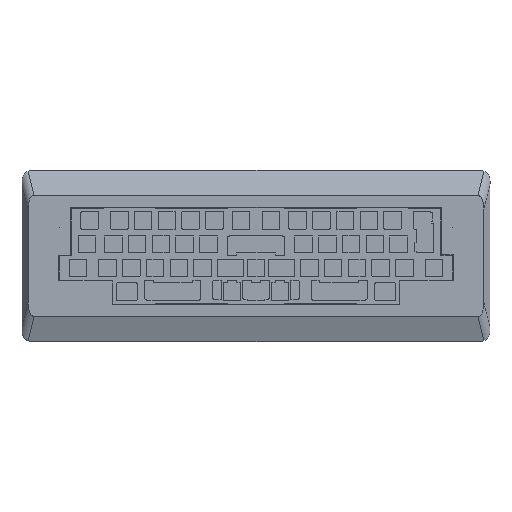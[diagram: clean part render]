
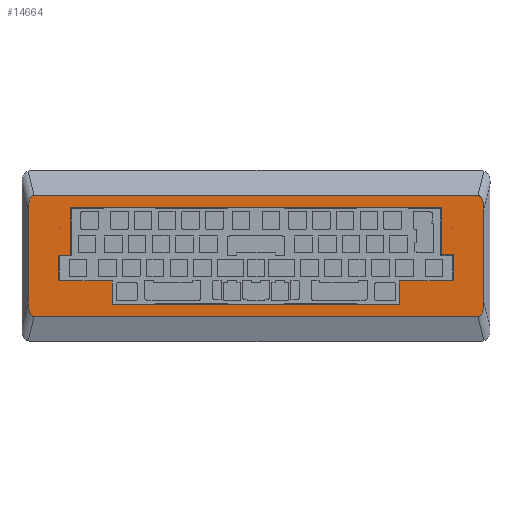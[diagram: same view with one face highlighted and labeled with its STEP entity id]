
A CAD part, top view. The second image highlights one B-rep face of the part: STEP entity #14664.
In plain terms, the highlighted planar face has unit normal (0, 0, 1).
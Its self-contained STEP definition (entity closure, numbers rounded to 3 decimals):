
#27=ELLIPSE('',#16027,22.113,8.);
#31=ELLIPSE('',#16035,22.113,8.);
#35=ELLIPSE('',#16043,22.113,8.);
#36=ELLIPSE('',#16044,22.113,8.);
#184=FACE_BOUND('',#2682,.T.);
#185=FACE_BOUND('',#2683,.T.);
#186=FACE_BOUND('',#2684,.T.);
#752=CIRCLE('',#15937,1.6);
#754=CIRCLE('',#15951,1.6);
#1814=FACE_OUTER_BOUND('',#2681,.T.);
#2681=EDGE_LOOP('',(#13094,#13095,#13096,#13097,#13098,#13099,#13100,#13101));
#2682=EDGE_LOOP('',(#13102,#13103,#13104,#13105,#13106,#13107,#13108,#13109,
#13110,#13111,#13112,#13113));
#2683=EDGE_LOOP('',(#13114,#13115,#13116));
#2684=EDGE_LOOP('',(#13117,#13118,#13119));
#3937=LINE('',#23844,#5420);
#3939=LINE('',#23848,#5422);
#3942=LINE('',#23854,#5425);
#3945=LINE('',#23860,#5428);
#3948=LINE('',#23866,#5431);
#3951=LINE('',#23872,#5434);
#3954=LINE('',#23878,#5437);
#3957=LINE('',#23884,#5440);
#3960=LINE('',#23890,#5443);
#3963=LINE('',#23896,#5446);
#3966=LINE('',#23902,#5449);
#4010=LINE('',#23993,#5493);
#4018=LINE('',#24034,#5501);
#4045=LINE('',#24085,#5528);
#4046=LINE('',#24089,#5529);
#4060=LINE('',#24119,#5543);
#4128=LINE('',#24335,#5611);
#4136=LINE('',#24375,#5619);
#4138=LINE('',#24381,#5621);
#4139=LINE('',#24383,#5622);
#5420=VECTOR('',#19530,10.);
#5422=VECTOR('',#19534,10.);
#5425=VECTOR('',#19539,10.);
#5428=VECTOR('',#19544,10.);
#5431=VECTOR('',#19549,10.);
#5434=VECTOR('',#19554,10.);
#5437=VECTOR('',#19559,10.);
#5440=VECTOR('',#19564,10.);
#5443=VECTOR('',#19569,10.);
#5446=VECTOR('',#19574,10.);
#5449=VECTOR('',#19579,10.);
#5493=VECTOR('',#19651,10.);
#5501=VECTOR('',#19699,10.);
#5528=VECTOR('',#19744,10.);
#5529=VECTOR('',#19747,10.);
#5543=VECTOR('',#19771,10.);
#5611=VECTOR('',#19993,10.);
#5619=VECTOR('',#20021,10.);
#5621=VECTOR('',#20027,10.);
#5622=VECTOR('',#20030,10.);
#6880=VERTEX_POINT('',#23841);
#6881=VERTEX_POINT('',#23843);
#6882=VERTEX_POINT('',#23847);
#6884=VERTEX_POINT('',#23853);
#6886=VERTEX_POINT('',#23859);
#6888=VERTEX_POINT('',#23865);
#6890=VERTEX_POINT('',#23871);
#6892=VERTEX_POINT('',#23877);
#6894=VERTEX_POINT('',#23883);
#6896=VERTEX_POINT('',#23889);
#6898=VERTEX_POINT('',#23895);
#6900=VERTEX_POINT('',#23901);
#6942=VERTEX_POINT('',#24024);
#6943=VERTEX_POINT('',#24025);
#6946=VERTEX_POINT('',#24033);
#6962=VERTEX_POINT('',#24087);
#6963=VERTEX_POINT('',#24088);
#6966=VERTEX_POINT('',#24096);
#7029=VERTEX_POINT('',#24307);
#7030=VERTEX_POINT('',#24309);
#7035=VERTEX_POINT('',#24333);
#7038=VERTEX_POINT('',#24342);
#7039=VERTEX_POINT('',#24344);
#7045=VERTEX_POINT('',#24374);
#7046=VERTEX_POINT('',#24378);
#7047=VERTEX_POINT('',#24380);
#8841=EDGE_CURVE('',#6880,#6881,#3937,.T.);
#8843=EDGE_CURVE('',#6881,#6882,#3939,.T.);
#8846=EDGE_CURVE('',#6882,#6884,#3942,.T.);
#8849=EDGE_CURVE('',#6884,#6886,#3945,.T.);
#8852=EDGE_CURVE('',#6886,#6888,#3948,.T.);
#8855=EDGE_CURVE('',#6888,#6890,#3951,.T.);
#8858=EDGE_CURVE('',#6890,#6892,#3954,.T.);
#8861=EDGE_CURVE('',#6892,#6894,#3957,.T.);
#8864=EDGE_CURVE('',#6894,#6896,#3960,.T.);
#8867=EDGE_CURVE('',#6896,#6898,#3963,.T.);
#8870=EDGE_CURVE('',#6898,#6900,#3966,.T.);
#8916=EDGE_CURVE('',#6900,#6880,#4010,.T.);
#8930=EDGE_CURVE('',#6942,#6943,#752,.T.);
#8934=EDGE_CURVE('',#6943,#6946,#4018,.T.);
#8961=EDGE_CURVE('',#6942,#6946,#4045,.T.);
#8962=EDGE_CURVE('',#6962,#6963,#4046,.T.);
#8966=EDGE_CURVE('',#6963,#6966,#754,.T.);
#8978=EDGE_CURVE('',#6962,#6966,#4060,.T.);
#9069=EDGE_CURVE('',#7029,#7030,#27,.T.);
#9078=EDGE_CURVE('',#7035,#7029,#4128,.T.);
#9082=EDGE_CURVE('',#7038,#7039,#31,.T.);
#9092=EDGE_CURVE('',#7039,#7045,#4136,.T.);
#9094=EDGE_CURVE('',#7046,#7035,#35,.T.);
#9095=EDGE_CURVE('',#7047,#7046,#4138,.T.);
#9096=EDGE_CURVE('',#7045,#7047,#36,.T.);
#9097=EDGE_CURVE('',#7030,#7038,#4139,.T.);
#13094=ORIENTED_EDGE('',*,*,#9069,.F.);
#13095=ORIENTED_EDGE('',*,*,#9078,.F.);
#13096=ORIENTED_EDGE('',*,*,#9094,.F.);
#13097=ORIENTED_EDGE('',*,*,#9095,.F.);
#13098=ORIENTED_EDGE('',*,*,#9096,.F.);
#13099=ORIENTED_EDGE('',*,*,#9092,.F.);
#13100=ORIENTED_EDGE('',*,*,#9082,.F.);
#13101=ORIENTED_EDGE('',*,*,#9097,.F.);
#13102=ORIENTED_EDGE('',*,*,#8916,.F.);
#13103=ORIENTED_EDGE('',*,*,#8870,.F.);
#13104=ORIENTED_EDGE('',*,*,#8867,.F.);
#13105=ORIENTED_EDGE('',*,*,#8864,.F.);
#13106=ORIENTED_EDGE('',*,*,#8861,.F.);
#13107=ORIENTED_EDGE('',*,*,#8858,.F.);
#13108=ORIENTED_EDGE('',*,*,#8855,.F.);
#13109=ORIENTED_EDGE('',*,*,#8852,.F.);
#13110=ORIENTED_EDGE('',*,*,#8849,.F.);
#13111=ORIENTED_EDGE('',*,*,#8846,.F.);
#13112=ORIENTED_EDGE('',*,*,#8843,.F.);
#13113=ORIENTED_EDGE('',*,*,#8841,.F.);
#13114=ORIENTED_EDGE('',*,*,#8961,.T.);
#13115=ORIENTED_EDGE('',*,*,#8934,.F.);
#13116=ORIENTED_EDGE('',*,*,#8930,.F.);
#13117=ORIENTED_EDGE('',*,*,#8966,.F.);
#13118=ORIENTED_EDGE('',*,*,#8962,.F.);
#13119=ORIENTED_EDGE('',*,*,#8978,.T.);
#13947=PLANE('',#16042);
#14664=ADVANCED_FACE('',(#1814,#184,#185,#186),#13947,.T.);
#15937=AXIS2_PLACEMENT_3D('',#24026,#19691,#19692);
#15951=AXIS2_PLACEMENT_3D('',#24097,#19753,#19754);
#16027=AXIS2_PLACEMENT_3D('',#24310,#19978,#19979);
#16035=AXIS2_PLACEMENT_3D('',#24345,#20002,#20003);
#16042=AXIS2_PLACEMENT_3D('',#24377,#20023,#20024);
#16043=AXIS2_PLACEMENT_3D('',#24379,#20025,#20026);
#16044=AXIS2_PLACEMENT_3D('',#24382,#20028,#20029);
#19530=DIRECTION('',(0.,-1.,0.));
#19534=DIRECTION('',(1.,0.,0.));
#19539=DIRECTION('',(0.,-1.,0.));
#19544=DIRECTION('',(1.,0.,0.));
#19549=DIRECTION('',(0.,1.,0.));
#19554=DIRECTION('',(1.,0.,0.));
#19559=DIRECTION('',(0.,1.,0.));
#19564=DIRECTION('',(-1.,0.,0.));
#19569=DIRECTION('',(0.,1.,0.));
#19574=DIRECTION('',(-1.,0.,0.));
#19579=DIRECTION('',(0.,-1.,0.));
#19651=DIRECTION('',(-1.,0.,0.));
#19691=DIRECTION('center_axis',(0.,0.,1.));
#19692=DIRECTION('ref_axis',(-1.,0.,0.));
#19699=DIRECTION('',(0.,1.,0.));
#19744=DIRECTION('',(1.,0.,0.));
#19747=DIRECTION('',(0.,-1.,0.));
#19753=DIRECTION('center_axis',(0.,0.,1.));
#19754=DIRECTION('ref_axis',(0.,-1.,0.));
#19771=DIRECTION('',(1.,0.,0.));
#19978=DIRECTION('center_axis',(0.,0.,-1.));
#19979=DIRECTION('ref_axis',(0.243,-0.97,0.));
#19993=DIRECTION('',(0.,-1.,0.));
#20002=DIRECTION('center_axis',(0.,0.,-1.));
#20003=DIRECTION('ref_axis',(-0.243,-0.97,0.));
#20021=DIRECTION('',(0.,1.,0.));
#20023=DIRECTION('center_axis',(0.,0.,1.));
#20024=DIRECTION('ref_axis',(1.,0.,0.));
#20025=DIRECTION('center_axis',(0.,0.,-1.));
#20026=DIRECTION('ref_axis',(0.243,0.97,0.));
#20027=DIRECTION('',(1.,0.,0.));
#20028=DIRECTION('center_axis',(0.,0.,-1.));
#20029=DIRECTION('ref_axis',(-0.243,0.97,0.));
#20030=DIRECTION('',(-1.,0.,0.));
#23841=CARTESIAN_POINT('',(-0.975,-37.625,7.5));
#23843=CARTESIAN_POINT('',(-0.975,-58.125,7.5));
#23844=CARTESIAN_POINT('',(-0.975,-47.862,7.5));
#23847=CARTESIAN_POINT('',(41.888,-58.125,7.5));
#23848=CARTESIAN_POINT('',(99.775,-58.125,7.5));
#23853=CARTESIAN_POINT('',(41.888,-77.175,7.5));
#23854=CARTESIAN_POINT('',(41.888,-57.388,7.5));
#23859=CARTESIAN_POINT('',(272.438,-77.175,7.5));
#23860=CARTESIAN_POINT('',(197.406,-77.175,7.5));
#23865=CARTESIAN_POINT('',(272.438,-58.125,7.5));
#23866=CARTESIAN_POINT('',(272.438,-47.863,7.5));
#23871=CARTESIAN_POINT('',(315.3,-58.125,7.5));
#23872=CARTESIAN_POINT('',(235.981,-58.125,7.5));
#23877=CARTESIAN_POINT('',(315.3,-37.125,7.5));
#23878=CARTESIAN_POINT('',(315.3,-37.863,7.5));
#23883=CARTESIAN_POINT('',(305.775,-37.125,7.5));
#23884=CARTESIAN_POINT('',(231.219,-37.125,7.5));
#23889=CARTESIAN_POINT('',(305.775,0.975,7.5));
#23890=CARTESIAN_POINT('',(305.775,-18.813,7.5));
#23895=CARTESIAN_POINT('',(8.55,0.975,7.5));
#23896=CARTESIAN_POINT('',(83.106,0.975,7.5));
#23901=CARTESIAN_POINT('',(8.55,-37.625,7.5));
#23902=CARTESIAN_POINT('',(8.55,-26.813,7.5));
#23993=CARTESIAN_POINT('',(17.063,-37.625,7.5));
#24024=CARTESIAN_POINT('',(314.787,-15.525,7.5));
#24025=CARTESIAN_POINT('',(314.8,-15.538,7.5));
#24026=CARTESIAN_POINT('Origin',(315.925,-14.4,7.5));
#24033=CARTESIAN_POINT('',(314.8,-15.525,7.5));
#24034=CARTESIAN_POINT('',(314.8,-32.563,7.5));
#24085=CARTESIAN_POINT('',(305.275,-15.525,7.5));
#24087=CARTESIAN_POINT('',(-0.475,-15.525,7.5));
#24088=CARTESIAN_POINT('',(-0.475,-15.538,7.5));
#24089=CARTESIAN_POINT('',(-0.475,-32.569,7.5));
#24096=CARTESIAN_POINT('',(-0.462,-15.525,7.5));
#24097=CARTESIAN_POINT('Origin',(-1.6,-14.4,7.5));
#24119=CARTESIAN_POINT('',(9.05,-15.525,7.5));
#24307=CARTESIAN_POINT('',(339.8,-75.734,7.5));
#24309=CARTESIAN_POINT('',(335.008,-86.675,7.5));
#24310=CARTESIAN_POINT('Origin',(330.366,-65.134,7.5));
#24333=CARTESIAN_POINT('',(339.8,-0.466,7.5));
#24335=CARTESIAN_POINT('',(339.8,-72.387,7.5));
#24342=CARTESIAN_POINT('',(-20.683,-86.675,7.5));
#24344=CARTESIAN_POINT('',(-25.475,-75.734,7.5));
#24345=CARTESIAN_POINT('Origin',(-16.041,-65.134,7.5));
#24374=CARTESIAN_POINT('',(-25.475,-0.466,7.5));
#24375=CARTESIAN_POINT('',(-25.475,-3.813,7.5));
#24377=CARTESIAN_POINT('Origin',(157.163,-38.1,7.5));
#24378=CARTESIAN_POINT('',(335.008,10.475,7.5));
#24379=CARTESIAN_POINT('Origin',(330.366,-11.066,7.5));
#24380=CARTESIAN_POINT('',(-20.683,10.475,7.5));
#24381=CARTESIAN_POINT('',(250.981,10.475,7.5));
#24382=CARTESIAN_POINT('Origin',(-16.041,-11.066,7.5));
#24383=CARTESIAN_POINT('',(63.344,-86.675,7.5));
